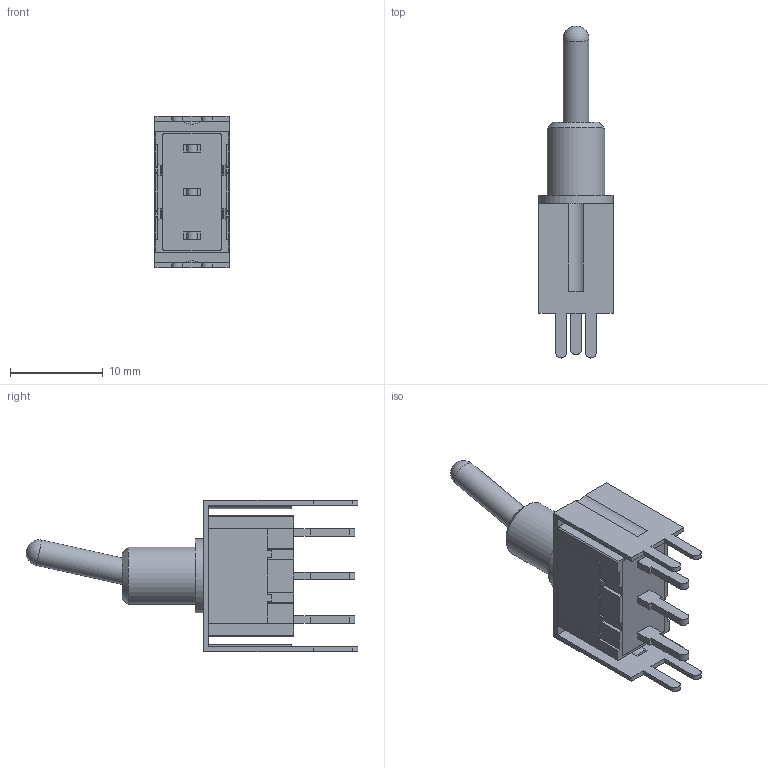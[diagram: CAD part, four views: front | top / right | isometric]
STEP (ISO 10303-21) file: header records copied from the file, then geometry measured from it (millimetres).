
FILE_DESCRIPTION( ( 'STEP AP214' ), '1' );
FILE_NAME( 'M2012SS2W13.stp', '2022-03-12T04:25:07', ( 'License CC BY-ND 4.0' ), ( 'CADENAS' ), ' ', 'PARTsolutions', ' ' );
FILE_SCHEMA( ( 'AUTOMOTIVE_DESIGN { 1 0 10303 214 1 1 1 1 }' ) );
Length unit declared in the file: inch
Products named in the file (7): M2012SS2W13; _M20121SS2W13BR-switch; _BBRACKET13; _M201S2M201BR-bushing; _M201203BR-terminals; _M20S-toggles; _M20S-caps
Assembly tree (6 placements, depth 2):
  M2012SS2W13
    _M20121SS2W13BR-switch
    _BBRACKET13
    _M201S2M201BR-bushing
    _M201203BR-terminals
    _M20S-toggles
    _M20S-caps
Bounding box: 8 x 35.74 x 16.31 mm (x, y, z)
Volume: 1382.1 mm3; surface area: 2532.9 mm2
Topology: 5 solids, 5 shells, 185 faces, 499 edges, 332 vertices
Faces by surface type: plane 143, cylinder 40, cone 1, sphere 1
Full cylindrical faces by diameter (mm): 2.794 x1, 4.338 x1
Entity records: 7335 total; most frequent: CARTESIAN_POINT 1031, ORIENTED_EDGE 986, DIRECTION 955, EDGE_CURVE 493, LINE 409, VECTOR 409, VERTEX_POINT 330, AXIS2_PLACEMENT_3D 273
